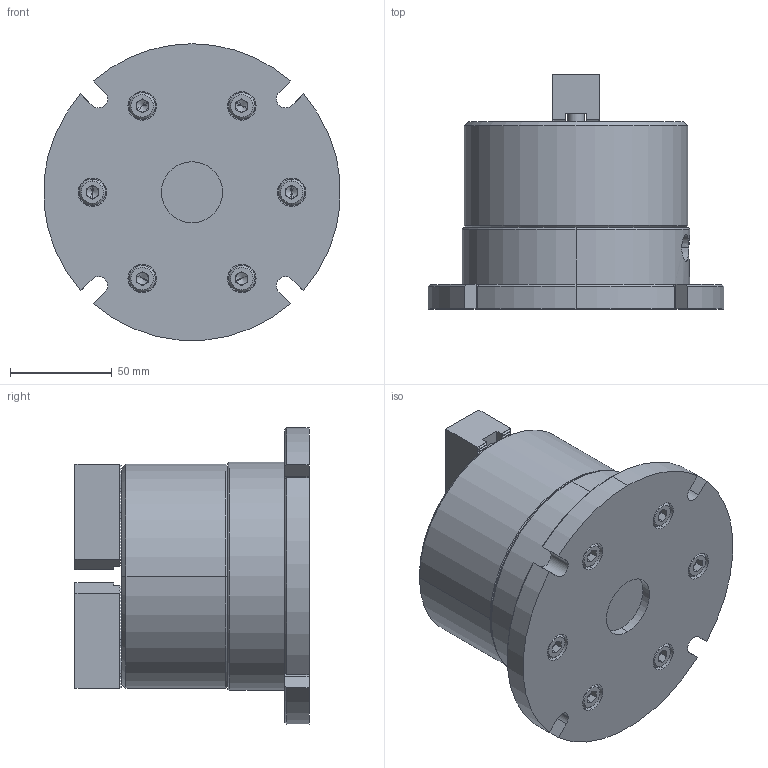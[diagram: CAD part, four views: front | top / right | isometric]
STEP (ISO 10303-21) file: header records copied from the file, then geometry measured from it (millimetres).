
FILE_DESCRIPTION (( 'STEP AP203' ), '1' );
FILE_NAME ('CF-VP-204.STEP', '2018-09-11T09:00:02', ( '' ), ( '' ), 'SwSTEP 2.0', 'SolidWorks 2016', '' );
FILE_SCHEMA (( 'CONFIG_CONTROL_DESIGN' ));
Length unit declared in the file: metre
Products named in the file (12): M8x55; 2P-04防塵蓋; M8x16; VP-05底座; CF-VP-204; VP-04缸體; 2P-04本體; M5x16; SJ-04; M8x20; 2P-04(VP204); M3x10平頭
Assembly tree (27 placements, depth 3):
  CF-VP-204
    VP-05底座
    VP-04缸體
    M8x16  x6
    2P-04(VP204)
      2P-04本體
      2P-04防塵蓋
      M3x10平頭  x4
      SJ-04  x2
      M8x20  x4
      M5x16  x2
    M8x55  x4
Bounding box: 145.53 x 115.1 x 145.76 mm (x, y, z)
Volume: 845682 mm3; surface area: 175211 mm2
Topology: 26 solids, 26 shells, 1375 faces, 3537 edges, 2243 vertices
Faces by surface type: plane 787, cylinder 409, cone 175, torus 4
Entity records: 22919 total; most frequent: CARTESIAN_POINT 4240, DIRECTION 3548, ORIENTED_EDGE 3518, EDGE_CURVE 1759, AXIS2_PLACEMENT_3D 1204, VERTEX_POINT 1145, VECTOR 1140, LINE 1140
